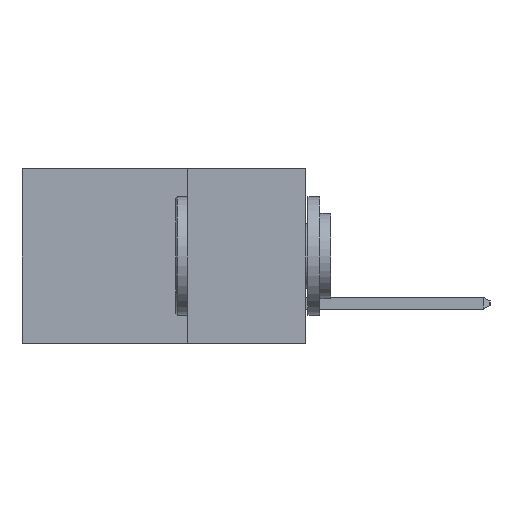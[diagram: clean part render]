
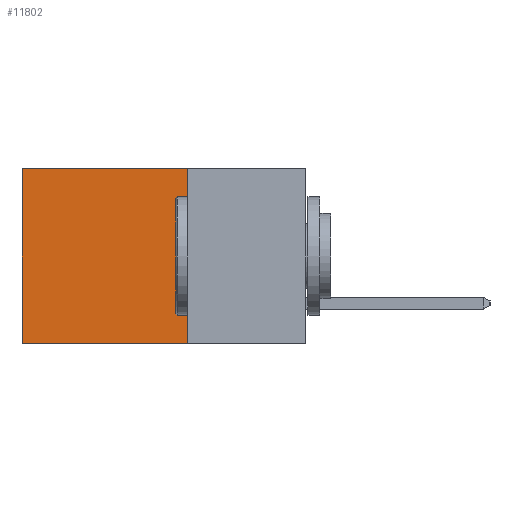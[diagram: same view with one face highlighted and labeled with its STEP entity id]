
A CAD part, left-side view. The second image highlights one B-rep face of the part: STEP entity #11802.
In plain terms, the highlighted planar face has unit normal (-1, 0, 0).
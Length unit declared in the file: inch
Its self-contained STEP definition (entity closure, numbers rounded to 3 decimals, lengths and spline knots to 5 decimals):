
#611 = VECTOR ( 'NONE', #11634, 39.37008 ) ;
#1409 = CARTESIAN_POINT ( 'NONE',  ( 0.2615, 0.6, 0. ) ) ;
#1538 = CARTESIAN_POINT ( 'NONE',  ( 0.2615, 0.6, -0.37 ) ) ;
#1620 = CARTESIAN_POINT ( 'NONE',  ( 0.2615, 0.6, -0.37 ) ) ;
#1706 = DIRECTION ( 'NONE',  ( 0., 0., -1. ) ) ;
#3084 = ORIENTED_EDGE ( 'NONE', *, *, #22082, .F. ) ;
#4653 = VECTOR ( 'NONE', #8894, 39.37008 ) ;
#4909 = CARTESIAN_POINT ( 'NONE',  ( 0.2615, 0.25, 0. ) ) ;
#5433 = EDGE_LOOP ( 'NONE', ( #15988, #14126, #3084, #10969 ) ) ;
#5572 = LINE ( 'NONE', #15186, #611 ) ;
#8186 = EDGE_CURVE ( 'NONE', #10578, #11217, #13796, .T. ) ;
#8894 = DIRECTION ( 'NONE',  ( 0., 1., 0. ) ) ;
#9052 = CARTESIAN_POINT ( 'NONE',  ( 0.2615, 0.25, -0.37 ) ) ;
#9957 = FACE_OUTER_BOUND ( 'NONE', #5433, .T. ) ;
#10033 = VECTOR ( 'NONE', #1706, 39.37008 ) ;
#10578 = VERTEX_POINT ( 'NONE', #19050 ) ;
#10940 = DIRECTION ( 'NONE',  ( 0., 1., 0. ) ) ;
#10969 = ORIENTED_EDGE ( 'NONE', *, *, #21324, .T. ) ;
#10985 = DIRECTION ( 'NONE',  ( 0., 0., -1. ) ) ;
#11004 = DIRECTION ( 'NONE',  ( 1., 0., 0. ) ) ;
#11097 = CARTESIAN_POINT ( 'NONE',  ( 0.2615, 0.25, -0.37 ) ) ;
#11217 = VERTEX_POINT ( 'NONE', #1538 ) ;
#11403 = PLANE ( 'NONE',  #17715 ) ;
#11634 = DIRECTION ( 'NONE',  ( 0., 0., -1. ) ) ;
#11802 = ADVANCED_FACE ( 'NONE', ( #9957 ), #11403, .F. ) ;
#12774 = LINE ( 'NONE', #21662, #17576 ) ;
#13796 = LINE ( 'NONE', #9052, #4653 ) ;
#14126 = ORIENTED_EDGE ( 'NONE', *, *, #8186, .F. ) ;
#14824 = LINE ( 'NONE', #1620, #10033 ) ;
#15186 = CARTESIAN_POINT ( 'NONE',  ( 0.2615, 0.25, -0.37 ) ) ;
#15500 = VERTEX_POINT ( 'NONE', #4909 ) ;
#15988 = ORIENTED_EDGE ( 'NONE', *, *, #19554, .T. ) ;
#17576 = VECTOR ( 'NONE', #10940, 39.37008 ) ;
#17715 = AXIS2_PLACEMENT_3D ( 'NONE', #11097, #11004, #10985 ) ;
#19050 = CARTESIAN_POINT ( 'NONE',  ( 0.2615, 0.25, -0.37 ) ) ;
#19554 = EDGE_CURVE ( 'NONE', #21216, #11217, #14824, .T. ) ;
#21216 = VERTEX_POINT ( 'NONE', #1409 ) ;
#21324 = EDGE_CURVE ( 'NONE', #15500, #21216, #12774, .T. ) ;
#21662 = CARTESIAN_POINT ( 'NONE',  ( 0.2615, 0.25, 0. ) ) ;
#22082 = EDGE_CURVE ( 'NONE', #15500, #10578, #5572, .T. ) ;
